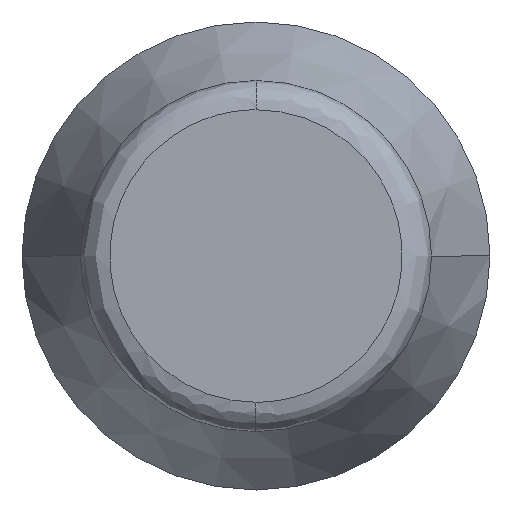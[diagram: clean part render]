
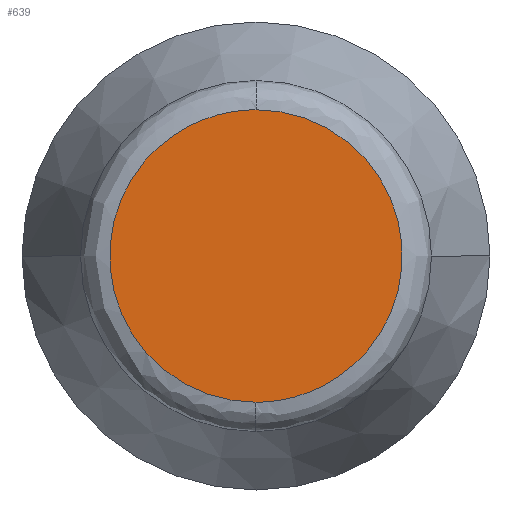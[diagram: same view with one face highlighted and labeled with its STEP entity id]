
A CAD part, front view. The second image highlights one B-rep face of the part: STEP entity #639.
In plain terms, the highlighted planar face has unit normal (0, -1, 0).
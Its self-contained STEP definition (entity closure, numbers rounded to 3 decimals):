
#7 =( BOUNDED_CURVE ( )  B_SPLINE_CURVE ( 3, ( #579, #530, #478, #476 ),
 .UNSPECIFIED., .F., .T. ) 
 B_SPLINE_CURVE_WITH_KNOTS ( ( 4, 4 ),
 ( 0., 1. ),
 .UNSPECIFIED. ) 
 CURVE ( )  GEOMETRIC_REPRESENTATION_ITEM ( )  RATIONAL_B_SPLINE_CURVE ( ( 0.957, 0.319, 0.319, 0.957 ) ) 
 REPRESENTATION_ITEM ( '' )  );
#13 =( BOUNDED_CURVE ( )  B_SPLINE_CURVE ( 3, ( #307, #296, #297, #312 ),
 .UNSPECIFIED., .F., .F. ) 
 B_SPLINE_CURVE_WITH_KNOTS ( ( 4, 4 ),
 ( 0., 1. ),
 .UNSPECIFIED. ) 
 CURVE ( )  GEOMETRIC_REPRESENTATION_ITEM ( )  RATIONAL_B_SPLINE_CURVE ( ( 0.957, 0.319, 0.319, 0.957 ) ) 
 REPRESENTATION_ITEM ( '' )  );
#25 = AXIS2_PLACEMENT_3D ( 'NONE', #486, #480, #479 ) ;
#32 = EDGE_CURVE ( 'NONE', #164, #196, #7, .T. ) ;
#43 = EDGE_CURVE ( 'NONE', #196, #164, #13, .T. ) ;
#102 = ORIENTED_EDGE ( 'NONE', *, *, #32, .F. ) ;
#164 = VERTEX_POINT ( 'NONE', #563 ) ;
#178 = EDGE_LOOP ( 'NONE', ( #243, #102 ) ) ;
#196 = VERTEX_POINT ( 'NONE', #560 ) ;
#243 = ORIENTED_EDGE ( 'NONE', *, *, #43, .F. ) ;
#275 = FACE_OUTER_BOUND ( 'NONE', #178, .T. ) ;
#296 = CARTESIAN_POINT ( 'NONE',  ( 5., 0., 2.5 ) ) ;
#297 = CARTESIAN_POINT ( 'NONE',  ( 5., 0., -2.5 ) ) ;
#307 = CARTESIAN_POINT ( 'NONE',  ( 0., 0., 2.5 ) ) ;
#312 = CARTESIAN_POINT ( 'NONE',  ( 0., 0., -2.5 ) ) ;
#476 = CARTESIAN_POINT ( 'NONE',  ( 0., 0., 2.5 ) ) ;
#478 = CARTESIAN_POINT ( 'NONE',  ( -5., 0., 2.5 ) ) ;
#479 = DIRECTION ( 'NONE',  ( 0., 0., -1. ) ) ;
#480 = DIRECTION ( 'NONE',  ( 0., -1., 0. ) ) ;
#482 = PLANE ( 'NONE',  #25 ) ;
#486 = CARTESIAN_POINT ( 'NONE',  ( -2.53, 0., 2.53 ) ) ;
#530 = CARTESIAN_POINT ( 'NONE',  ( -5., 0., -2.5 ) ) ;
#560 = CARTESIAN_POINT ( 'NONE',  ( 0., 0., 2.5 ) ) ;
#563 = CARTESIAN_POINT ( 'NONE',  ( 0., 0., -2.5 ) ) ;
#579 = CARTESIAN_POINT ( 'NONE',  ( 0., 0., -2.5 ) ) ;
#639 = ADVANCED_FACE ( 'NONE', ( #275 ), #482, .T. ) ;
